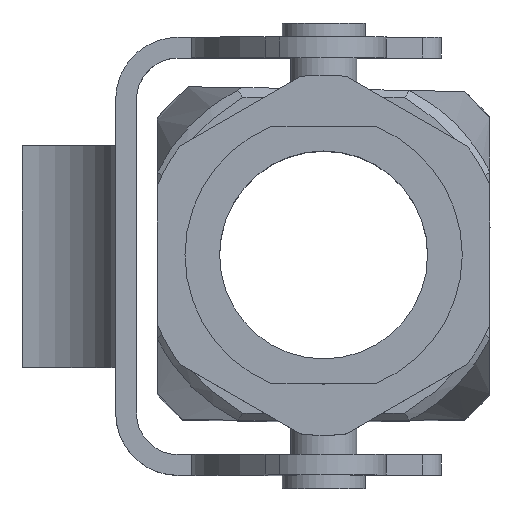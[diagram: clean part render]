
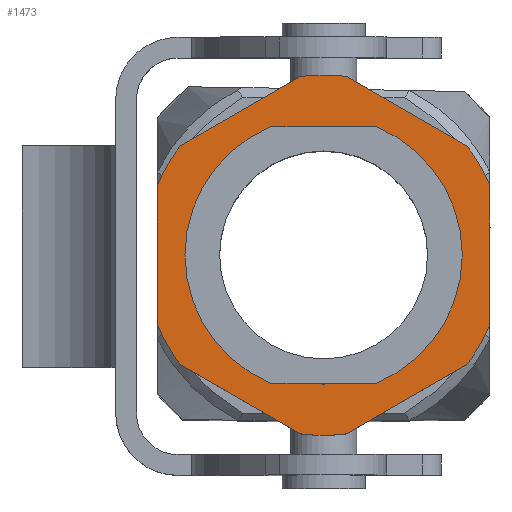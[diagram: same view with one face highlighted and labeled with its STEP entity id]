
A CAD part, top view. The second image highlights one B-rep face of the part: STEP entity #1473.
In plain terms, the highlighted planar face has unit normal (0, 0, 1).
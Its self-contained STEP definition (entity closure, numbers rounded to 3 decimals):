
#1348=FACE_BOUND('',#2108,.T.);
#1349=FACE_BOUND('',#2109,.T.);
#1473=ADVANCED_FACE('',(#1348,#1349),#1692,.T.);
#1692=PLANE('',#5934);
#2108=EDGE_LOOP('',(#2761,#2762,#2763,#2764,#2765,#2766,#2767,#2768,#2769,
#2770,#2771,#2772));
#2109=EDGE_LOOP('',(#2773));
#2392=CIRCLE('',#5927,13.);
#2393=CIRCLE('',#5928,13.);
#2394=CIRCLE('',#5929,13.);
#2395=CIRCLE('',#5930,13.);
#2396=CIRCLE('',#5931,13.);
#2397=CIRCLE('',#5932,13.);
#2398=CIRCLE('',#5933,9.3);
#2761=ORIENTED_EDGE('',*,*,#4292,.F.);
#2762=ORIENTED_EDGE('',*,*,#4293,.T.);
#2763=ORIENTED_EDGE('',*,*,#4294,.F.);
#2764=ORIENTED_EDGE('',*,*,#4295,.T.);
#2765=ORIENTED_EDGE('',*,*,#4296,.F.);
#2766=ORIENTED_EDGE('',*,*,#4297,.T.);
#2767=ORIENTED_EDGE('',*,*,#4298,.F.);
#2768=ORIENTED_EDGE('',*,*,#4299,.T.);
#2769=ORIENTED_EDGE('',*,*,#4300,.F.);
#2770=ORIENTED_EDGE('',*,*,#4301,.T.);
#2771=ORIENTED_EDGE('',*,*,#4302,.F.);
#2772=ORIENTED_EDGE('',*,*,#4303,.T.);
#2773=ORIENTED_EDGE('',*,*,#4304,.T.);
#3827=VERTEX_POINT('',#7768);
#3828=VERTEX_POINT('',#7769);
#3829=VERTEX_POINT('',#7771);
#3830=VERTEX_POINT('',#7773);
#3831=VERTEX_POINT('',#7775);
#3832=VERTEX_POINT('',#7777);
#3833=VERTEX_POINT('',#7779);
#3834=VERTEX_POINT('',#7781);
#3835=VERTEX_POINT('',#7783);
#3836=VERTEX_POINT('',#7785);
#3837=VERTEX_POINT('',#7787);
#3838=VERTEX_POINT('',#7789);
#3839=VERTEX_POINT('',#7792);
#4292=EDGE_CURVE('',#3827,#3828,#4852,.T.);
#4293=EDGE_CURVE('',#3827,#3829,#2392,.T.);
#4294=EDGE_CURVE('',#3830,#3829,#4853,.T.);
#4295=EDGE_CURVE('',#3830,#3831,#2393,.T.);
#4296=EDGE_CURVE('',#3832,#3831,#4854,.T.);
#4297=EDGE_CURVE('',#3832,#3833,#2394,.T.);
#4298=EDGE_CURVE('',#3834,#3833,#4855,.T.);
#4299=EDGE_CURVE('',#3834,#3835,#2395,.T.);
#4300=EDGE_CURVE('',#3836,#3835,#4856,.T.);
#4301=EDGE_CURVE('',#3836,#3837,#2396,.T.);
#4302=EDGE_CURVE('',#3838,#3837,#4857,.T.);
#4303=EDGE_CURVE('',#3838,#3828,#2397,.T.);
#4304=EDGE_CURVE('',#3839,#3839,#2398,.T.);
#4852=LINE('',#7767,#5259);
#4853=LINE('',#7772,#5260);
#4854=LINE('',#7776,#5261);
#4855=LINE('',#7780,#5262);
#4856=LINE('',#7784,#5263);
#4857=LINE('',#7788,#5264);
#5259=VECTOR('',#6526,1.);
#5260=VECTOR('',#6529,1.);
#5261=VECTOR('',#6532,1.);
#5262=VECTOR('',#6535,1.);
#5263=VECTOR('',#6538,1.);
#5264=VECTOR('',#6541,1.);
#5927=AXIS2_PLACEMENT_3D('',#7770,#6527,#6528);
#5928=AXIS2_PLACEMENT_3D('',#7774,#6530,#6531);
#5929=AXIS2_PLACEMENT_3D('',#7778,#6533,#6534);
#5930=AXIS2_PLACEMENT_3D('',#7782,#6536,#6537);
#5931=AXIS2_PLACEMENT_3D('',#7786,#6539,#6540);
#5932=AXIS2_PLACEMENT_3D('',#7790,#6542,#6543);
#5933=AXIS2_PLACEMENT_3D('',#7791,#6544,#6545);
#5934=AXIS2_PLACEMENT_3D('',#7793,#6546,#6547);
#6526=DIRECTION('',(-0.866,-0.5,0.));
#6527=DIRECTION('',(0.,0.,1.));
#6528=DIRECTION('',(0.,-1.,0.));
#6529=DIRECTION('',(0.,-1.,0.));
#6530=DIRECTION('',(0.,0.,1.));
#6531=DIRECTION('',(0.,-1.,0.));
#6532=DIRECTION('',(0.866,-0.5,0.));
#6533=DIRECTION('',(0.,0.,1.));
#6534=DIRECTION('',(0.,-1.,0.));
#6535=DIRECTION('',(0.866,0.5,0.));
#6536=DIRECTION('',(0.,0.,1.));
#6537=DIRECTION('',(0.,-1.,0.));
#6538=DIRECTION('',(0.,1.,0.));
#6539=DIRECTION('',(0.,0.,1.));
#6540=DIRECTION('',(0.,-1.,0.));
#6541=DIRECTION('',(-0.866,0.5,0.));
#6542=DIRECTION('',(0.,0.,1.));
#6543=DIRECTION('',(0.,-1.,0.));
#6544=DIRECTION('',(0.,0.,-1.));
#6545=DIRECTION('',(0.,-1.,0.));
#6546=DIRECTION('',(0.,0.,1.));
#6547=DIRECTION('',(0.,-1.,0.));
#7767=CARTESIAN_POINT('',(12.,-6.928,29.6));
#7768=CARTESIAN_POINT('',(10.33,-7.892,29.6));
#7769=CARTESIAN_POINT('',(1.67,-12.892,29.6));
#7770=CARTESIAN_POINT('',(0.,0.,29.6));
#7771=CARTESIAN_POINT('',(12.,-5.,29.6));
#7772=CARTESIAN_POINT('',(12.,6.928,29.6));
#7773=CARTESIAN_POINT('',(12.,5.,29.6));
#7774=CARTESIAN_POINT('',(0.,0.,29.6));
#7775=CARTESIAN_POINT('',(10.33,7.892,29.6));
#7776=CARTESIAN_POINT('',(0.,13.856,29.6));
#7777=CARTESIAN_POINT('',(1.67,12.892,29.6));
#7778=CARTESIAN_POINT('',(0.,0.,29.6));
#7779=CARTESIAN_POINT('',(-1.67,12.892,29.6));
#7780=CARTESIAN_POINT('',(-12.,6.928,29.6));
#7781=CARTESIAN_POINT('',(-10.33,7.892,29.6));
#7782=CARTESIAN_POINT('',(0.,0.,29.6));
#7783=CARTESIAN_POINT('',(-12.,5.,29.6));
#7784=CARTESIAN_POINT('',(-12.,-6.928,29.6));
#7785=CARTESIAN_POINT('',(-12.,-5.,29.6));
#7786=CARTESIAN_POINT('',(0.,0.,29.6));
#7787=CARTESIAN_POINT('',(-10.33,-7.892,29.6));
#7788=CARTESIAN_POINT('',(0.,-13.856,29.6));
#7789=CARTESIAN_POINT('',(-1.67,-12.892,29.6));
#7790=CARTESIAN_POINT('',(0.,0.,29.6));
#7791=CARTESIAN_POINT('',(0.,0.,29.6));
#7792=CARTESIAN_POINT('',(0.,-9.3,29.6));
#7793=CARTESIAN_POINT('',(0.,10.8,29.6));
